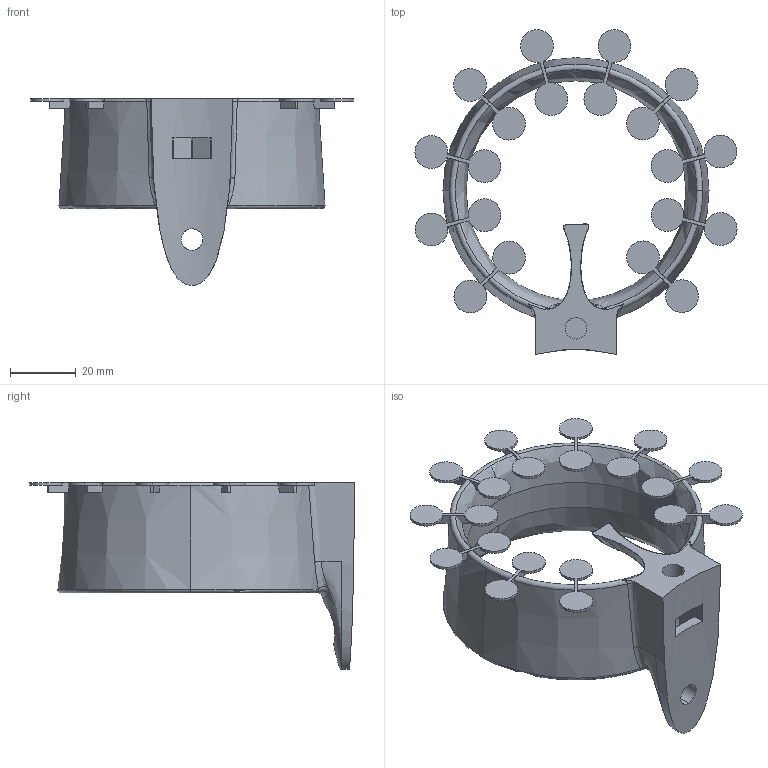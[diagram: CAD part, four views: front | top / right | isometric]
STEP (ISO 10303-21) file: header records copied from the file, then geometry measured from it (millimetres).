
FILE_DESCRIPTION (( 'STEP AP203' ), '1' );
FILE_NAME ('Mor-Go-Nozzle-with-supports.STEP', '2017-02-12T04:57:21', ( '' ), ( '' ), 'SwSTEP 2.0', 'SolidWorks 2014', '' );
FILE_SCHEMA (( 'CONFIG_CONTROL_DESIGN' ));
Length unit declared in the file: millimetre
Products named in the file (2): Mor-Go-Nozzle-with-supports
Bounding box: 98.23 x 99.12 x 57 mm (x, y, z)
Volume: 51111.6 mm3; surface area: 24563.6 mm2
Topology: 1 solids, 1 shells, 255 faces, 715 edges, 459 vertices
Faces by surface type: plane 125, cylinder 73, bspline 38, torus 15, cone 3, sphere 1
Entity records: 10493 total; most frequent: CARTESIAN_POINT 4033, ORIENTED_EDGE 1424, DIRECTION 1224, EDGE_CURVE 712, VERTEX_POINT 459, AXIS2_PLACEMENT_3D 450, VECTOR 324, LINE 324
